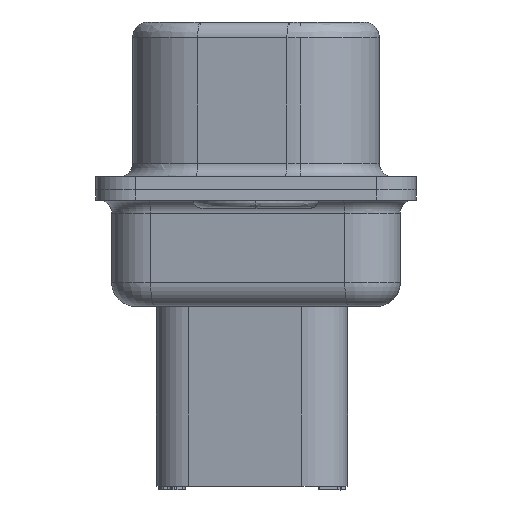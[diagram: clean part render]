
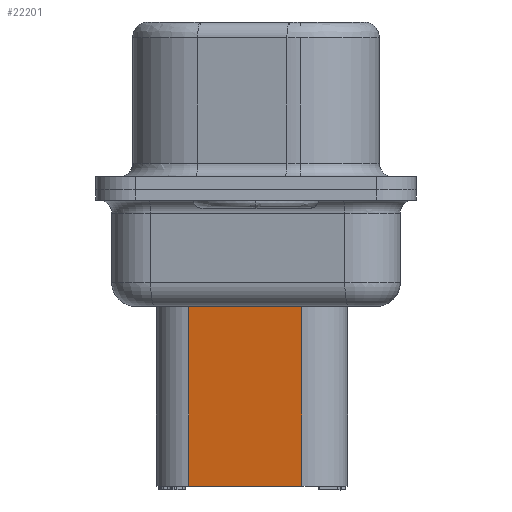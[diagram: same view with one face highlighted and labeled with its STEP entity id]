
A CAD part, left-side view. The second image highlights one B-rep face of the part: STEP entity #22201.
In plain terms, the highlighted face is planar.
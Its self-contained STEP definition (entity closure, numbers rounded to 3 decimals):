
#429 = CARTESIAN_POINT ( 'NONE',  ( -27.127, 1.89, 1.95 ) ) ;
#2398 = EDGE_CURVE ( 'NONE', #3272, #25221, #8928, .T. ) ;
#3226 = CARTESIAN_POINT ( 'NONE',  ( -27.127, 1.89, 1.95 ) ) ;
#3272 = VERTEX_POINT ( 'NONE', #30185 ) ;
#3614 = EDGE_LOOP ( 'NONE', ( #34765, #22365, #28907, #19326 ) ) ;
#3997 = EDGE_CURVE ( 'NONE', #46328, #7274, #11933, .T. ) ;
#7274 = VERTEX_POINT ( 'NONE', #429 ) ;
#7655 = CARTESIAN_POINT ( 'NONE',  ( -26.369, -2.41, 1.95 ) ) ;
#8263 = DIRECTION ( 'NONE',  ( -0.174, 0.985, 0. ) ) ;
#8295 = DIRECTION ( 'NONE',  ( 0., 0., 1. ) ) ;
#8338 = CARTESIAN_POINT ( 'NONE',  ( -26.369, -2.41, 1.95 ) ) ;
#8557 = LINE ( 'NONE', #8338, #26331 ) ;
#8928 = LINE ( 'NONE', #30499, #22100 ) ;
#11933 = LINE ( 'NONE', #26891, #47915 ) ;
#12274 = PLANE ( 'NONE',  #31876 ) ;
#15266 = DIRECTION ( 'NONE',  ( -0.985, -0.174, 0. ) ) ;
#17025 = CARTESIAN_POINT ( 'NONE',  ( -26.369, -2.41, 1.95 ) ) ;
#19326 = ORIENTED_EDGE ( 'NONE', *, *, #42162, .F. ) ;
#20053 = DIRECTION ( 'NONE',  ( 0., 0., 1. ) ) ;
#20421 = EDGE_CURVE ( 'NONE', #46328, #3272, #8557, .T. ) ;
#22100 = VECTOR ( 'NONE', #23378, 1000. ) ;
#22201 = ADVANCED_FACE ( 'NONE', ( #30917 ), #12274, .T. ) ;
#22365 = ORIENTED_EDGE ( 'NONE', *, *, #20421, .T. ) ;
#22881 = VECTOR ( 'NONE', #8295, 1000. ) ;
#23378 = DIRECTION ( 'NONE',  ( -0.174, 0.985, 0. ) ) ;
#25221 = VERTEX_POINT ( 'NONE', #48047 ) ;
#26331 = VECTOR ( 'NONE', #20053, 1000. ) ;
#26891 = CARTESIAN_POINT ( 'NONE',  ( -26.369, -2.41, 1.95 ) ) ;
#28907 = ORIENTED_EDGE ( 'NONE', *, *, #2398, .T. ) ;
#30185 = CARTESIAN_POINT ( 'NONE',  ( -26.369, -2.41, 9.2 ) ) ;
#30499 = CARTESIAN_POINT ( 'NONE',  ( -26.369, -2.41, 9.2 ) ) ;
#30917 = FACE_OUTER_BOUND ( 'NONE', #3614, .T. ) ;
#31876 = AXIS2_PLACEMENT_3D ( 'NONE', #7655, #15266, #47151 ) ;
#34765 = ORIENTED_EDGE ( 'NONE', *, *, #3997, .F. ) ;
#36787 = LINE ( 'NONE', #3226, #22881 ) ;
#42162 = EDGE_CURVE ( 'NONE', #7274, #25221, #36787, .T. ) ;
#46328 = VERTEX_POINT ( 'NONE', #17025 ) ;
#47151 = DIRECTION ( 'NONE',  ( 0.174, -0.985, 0. ) ) ;
#47915 = VECTOR ( 'NONE', #8263, 1000. ) ;
#48047 = CARTESIAN_POINT ( 'NONE',  ( -27.127, 1.89, 9.2 ) ) ;
